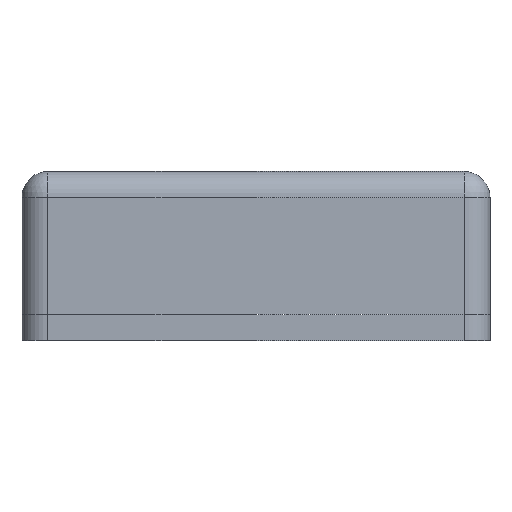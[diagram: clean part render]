
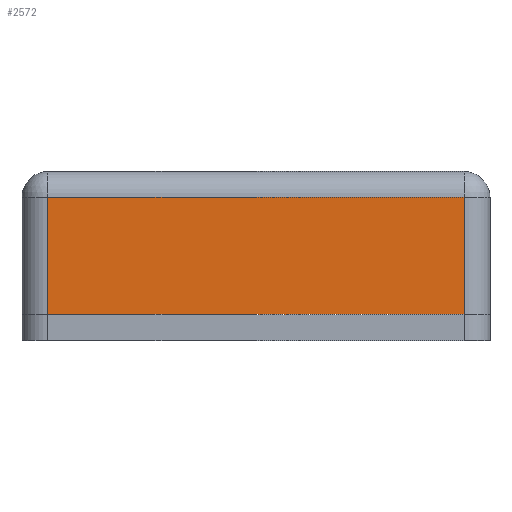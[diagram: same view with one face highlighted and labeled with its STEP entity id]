
A CAD part, left-side view. The second image highlights one B-rep face of the part: STEP entity #2572.
In plain terms, the highlighted planar face has unit normal (-1, 0, 0).
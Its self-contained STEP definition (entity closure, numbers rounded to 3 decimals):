
#2095 = PLANE('',#2096);
#2096 = AXIS2_PLACEMENT_3D('',#2097,#2098,#2099);
#2097 = CARTESIAN_POINT('',(0.,0.,0.));
#2098 = DIRECTION('',(0.,0.,1.));
#2099 = DIRECTION('',(1.,0.,0.));
#2123 = CYLINDRICAL_SURFACE('',#2124,0.1);
#2124 = AXIS2_PLACEMENT_3D('',#2125,#2126,#2127);
#2125 = CARTESIAN_POINT('',(-0.8,0.8,0.));
#2126 = DIRECTION('',(0.,0.,1.));
#2127 = DIRECTION('',(-0.,1.,0.));
#2194 = VERTEX_POINT('',#2195);
#2195 = CARTESIAN_POINT('',(-0.9,0.8,0.));
#2217 = EDGE_CURVE('',#2218,#2194,#2220,.T.);
#2218 = VERTEX_POINT('',#2219);
#2219 = CARTESIAN_POINT('',(-0.9,-0.8,0.));
#2220 = SURFACE_CURVE('',#2221,(#2225,#2232),.PCURVE_S1.);
#2221 = LINE('',#2222,#2223);
#2222 = CARTESIAN_POINT('',(-0.9,-0.9,0.));
#2223 = VECTOR('',#2224,1.);
#2224 = DIRECTION('',(0.,1.,0.));
#2225 = PCURVE('',#2095,#2226);
#2226 = DEFINITIONAL_REPRESENTATION('',(#2227),#2231);
#2227 = LINE('',#2228,#2229);
#2228 = CARTESIAN_POINT('',(-0.9,-0.9));
#2229 = VECTOR('',#2230,1.);
#2230 = DIRECTION('',(0.,1.));
#2231 = ( GEOMETRIC_REPRESENTATION_CONTEXT(2) 
PARAMETRIC_REPRESENTATION_CONTEXT() REPRESENTATION_CONTEXT('2D SPACE',''
  ) );
#2232 = PCURVE('',#2233,#2238);
#2233 = PLANE('',#2234);
#2234 = AXIS2_PLACEMENT_3D('',#2235,#2236,#2237);
#2235 = CARTESIAN_POINT('',(-0.9,-0.9,0.));
#2236 = DIRECTION('',(-1.,0.,0.));
#2237 = DIRECTION('',(0.,1.,0.));
#2238 = DEFINITIONAL_REPRESENTATION('',(#2239),#2243);
#2239 = LINE('',#2240,#2241);
#2240 = CARTESIAN_POINT('',(0.,0.));
#2241 = VECTOR('',#2242,1.);
#2242 = DIRECTION('',(1.,0.));
#2243 = ( GEOMETRIC_REPRESENTATION_CONTEXT(2) 
PARAMETRIC_REPRESENTATION_CONTEXT() REPRESENTATION_CONTEXT('2D SPACE',''
  ) );
#2262 = CYLINDRICAL_SURFACE('',#2263,0.1);
#2263 = AXIS2_PLACEMENT_3D('',#2264,#2265,#2266);
#2264 = CARTESIAN_POINT('',(-0.8,-0.8,0.));
#2265 = DIRECTION('',(0.,0.,1.));
#2266 = DIRECTION('',(-1.,0.,0.));
#2393 = EDGE_CURVE('',#2194,#2394,#2396,.T.);
#2394 = VERTEX_POINT('',#2395);
#2395 = CARTESIAN_POINT('',(-0.9,0.8,0.45));
#2396 = SURFACE_CURVE('',#2397,(#2401,#2408),.PCURVE_S1.);
#2397 = LINE('',#2398,#2399);
#2398 = CARTESIAN_POINT('',(-0.9,0.8,0.));
#2399 = VECTOR('',#2400,1.);
#2400 = DIRECTION('',(0.,0.,1.));
#2401 = PCURVE('',#2123,#2402);
#2402 = DEFINITIONAL_REPRESENTATION('',(#2403),#2407);
#2403 = LINE('',#2404,#2405);
#2404 = CARTESIAN_POINT('',(1.571,0.));
#2405 = VECTOR('',#2406,1.);
#2406 = DIRECTION('',(0.,1.));
#2407 = ( GEOMETRIC_REPRESENTATION_CONTEXT(2) 
PARAMETRIC_REPRESENTATION_CONTEXT() REPRESENTATION_CONTEXT('2D SPACE',''
  ) );
#2408 = PCURVE('',#2233,#2409);
#2409 = DEFINITIONAL_REPRESENTATION('',(#2410),#2414);
#2410 = LINE('',#2411,#2412);
#2411 = CARTESIAN_POINT('',(1.7,0.));
#2412 = VECTOR('',#2413,1.);
#2413 = DIRECTION('',(0.,-1.));
#2414 = ( GEOMETRIC_REPRESENTATION_CONTEXT(2) 
PARAMETRIC_REPRESENTATION_CONTEXT() REPRESENTATION_CONTEXT('2D SPACE',''
  ) );
#2572 = ADVANCED_FACE('',(#2573),#2233,.T.);
#2573 = FACE_BOUND('',#2574,.T.);
#2574 = EDGE_LOOP('',(#2575,#2576,#2599,#2625));
#2575 = ORIENTED_EDGE('',*,*,#2217,.F.);
#2576 = ORIENTED_EDGE('',*,*,#2577,.T.);
#2577 = EDGE_CURVE('',#2218,#2578,#2580,.T.);
#2578 = VERTEX_POINT('',#2579);
#2579 = CARTESIAN_POINT('',(-0.9,-0.8,0.45));
#2580 = SURFACE_CURVE('',#2581,(#2585,#2592),.PCURVE_S1.);
#2581 = LINE('',#2582,#2583);
#2582 = CARTESIAN_POINT('',(-0.9,-0.8,0.));
#2583 = VECTOR('',#2584,1.);
#2584 = DIRECTION('',(0.,0.,1.));
#2585 = PCURVE('',#2233,#2586);
#2586 = DEFINITIONAL_REPRESENTATION('',(#2587),#2591);
#2587 = LINE('',#2588,#2589);
#2588 = CARTESIAN_POINT('',(0.1,0.));
#2589 = VECTOR('',#2590,1.);
#2590 = DIRECTION('',(0.,-1.));
#2591 = ( GEOMETRIC_REPRESENTATION_CONTEXT(2) 
PARAMETRIC_REPRESENTATION_CONTEXT() REPRESENTATION_CONTEXT('2D SPACE',''
  ) );
#2592 = PCURVE('',#2262,#2593);
#2593 = DEFINITIONAL_REPRESENTATION('',(#2594),#2598);
#2594 = LINE('',#2595,#2596);
#2595 = CARTESIAN_POINT('',(0.,0.));
#2596 = VECTOR('',#2597,1.);
#2597 = DIRECTION('',(0.,1.));
#2598 = ( GEOMETRIC_REPRESENTATION_CONTEXT(2) 
PARAMETRIC_REPRESENTATION_CONTEXT() REPRESENTATION_CONTEXT('2D SPACE',''
  ) );
#2599 = ORIENTED_EDGE('',*,*,#2600,.T.);
#2600 = EDGE_CURVE('',#2578,#2394,#2601,.T.);
#2601 = SURFACE_CURVE('',#2602,(#2606,#2613),.PCURVE_S1.);
#2602 = LINE('',#2603,#2604);
#2603 = CARTESIAN_POINT('',(-0.9,-0.9,0.45));
#2604 = VECTOR('',#2605,1.);
#2605 = DIRECTION('',(0.,1.,0.));
#2606 = PCURVE('',#2233,#2607);
#2607 = DEFINITIONAL_REPRESENTATION('',(#2608),#2612);
#2608 = LINE('',#2609,#2610);
#2609 = CARTESIAN_POINT('',(0.,-0.45));
#2610 = VECTOR('',#2611,1.);
#2611 = DIRECTION('',(1.,0.));
#2612 = ( GEOMETRIC_REPRESENTATION_CONTEXT(2) 
PARAMETRIC_REPRESENTATION_CONTEXT() REPRESENTATION_CONTEXT('2D SPACE',''
  ) );
#2613 = PCURVE('',#2614,#2619);
#2614 = CYLINDRICAL_SURFACE('',#2615,0.1);
#2615 = AXIS2_PLACEMENT_3D('',#2616,#2617,#2618);
#2616 = CARTESIAN_POINT('',(-0.8,-0.9,0.45));
#2617 = DIRECTION('',(0.,1.,0.));
#2618 = DIRECTION('',(-1.,0.,0.));
#2619 = DEFINITIONAL_REPRESENTATION('',(#2620),#2624);
#2620 = LINE('',#2621,#2622);
#2621 = CARTESIAN_POINT('',(0.,0.));
#2622 = VECTOR('',#2623,1.);
#2623 = DIRECTION('',(0.,1.));
#2624 = ( GEOMETRIC_REPRESENTATION_CONTEXT(2) 
PARAMETRIC_REPRESENTATION_CONTEXT() REPRESENTATION_CONTEXT('2D SPACE',''
  ) );
#2625 = ORIENTED_EDGE('',*,*,#2393,.F.);
